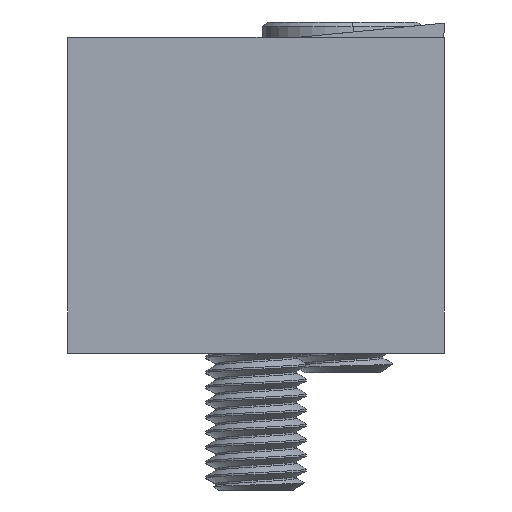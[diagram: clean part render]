
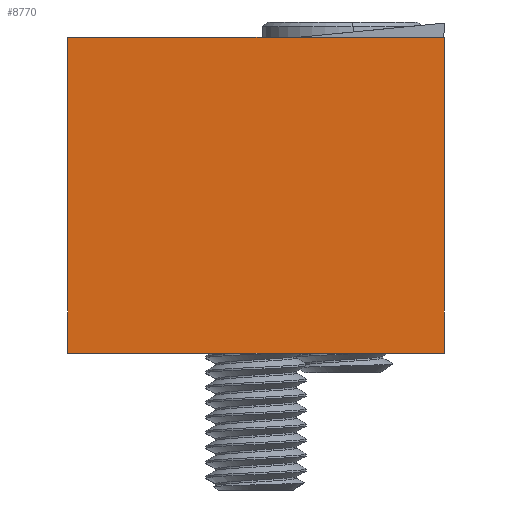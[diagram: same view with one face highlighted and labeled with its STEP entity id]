
A CAD part, left-side view. The second image highlights one B-rep face of the part: STEP entity #8770.
In plain terms, the highlighted planar face has unit normal (-1, 0, 0).
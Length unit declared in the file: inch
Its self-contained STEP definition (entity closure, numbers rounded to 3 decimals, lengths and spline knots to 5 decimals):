
#498 = DIRECTION ( 'NONE',  ( 0., -1., 0. ) ) ;
#1171 = DIRECTION ( 'NONE',  ( 0., -1., 0. ) ) ;
#2651 = ORIENTED_EDGE ( 'NONE', *, *, #8168, .T. ) ;
#3216 = CARTESIAN_POINT ( 'NONE',  ( 0., 0., 1.24 ) ) ;
#3244 = LINE ( 'NONE', #5973, #9214 ) ;
#3264 = EDGE_CURVE ( 'NONE', #4403, #12167, #7685, .T. ) ;
#3730 = DIRECTION ( 'NONE',  ( 0., 0., 1. ) ) ;
#3909 = DIRECTION ( 'NONE',  ( 0., 0., 1. ) ) ;
#4229 = VERTEX_POINT ( 'NONE', #6271 ) ;
#4365 = ORIENTED_EDGE ( 'NONE', *, *, #10601, .T. ) ;
#4403 = VERTEX_POINT ( 'NONE', #4554 ) ;
#4554 = CARTESIAN_POINT ( 'NONE',  ( 0., 1.48, 1.24 ) ) ;
#5125 = DIRECTION ( 'NONE',  ( 0., -1., 0. ) ) ;
#5647 = CARTESIAN_POINT ( 'NONE',  ( 0., 1.48, 0. ) ) ;
#5973 = CARTESIAN_POINT ( 'NONE',  ( 0., 1.48, 0. ) ) ;
#6113 = PLANE ( 'NONE',  #12315 ) ;
#6271 = CARTESIAN_POINT ( 'NONE',  ( 0., 0., 0. ) ) ;
#6317 = VERTEX_POINT ( 'NONE', #5647 ) ;
#6469 = EDGE_CURVE ( 'NONE', #6317, #4403, #13261, .T. ) ;
#6951 = VECTOR ( 'NONE', #3730, 39.37008 ) ;
#6969 = VECTOR ( 'NONE', #5125, 39.37008 ) ;
#7232 = DIRECTION ( 'NONE',  ( -1., 0., 0. ) ) ;
#7685 = LINE ( 'NONE', #14072, #6969 ) ;
#8168 = EDGE_CURVE ( 'NONE', #6317, #4229, #3244, .T. ) ;
#8333 = FACE_OUTER_BOUND ( 'NONE', #12006, .T. ) ;
#8340 = ORIENTED_EDGE ( 'NONE', *, *, #6469, .F. ) ;
#8732 = ORIENTED_EDGE ( 'NONE', *, *, #3264, .F. ) ;
#8770 = ADVANCED_FACE ( 'NONE', ( #8333 ), #6113, .T. ) ;
#9214 = VECTOR ( 'NONE', #1171, 39.37008 ) ;
#10444 = CARTESIAN_POINT ( 'NONE',  ( 0., 1.48, 0. ) ) ;
#10601 = EDGE_CURVE ( 'NONE', #4229, #12167, #13396, .T. ) ;
#11719 = CARTESIAN_POINT ( 'NONE',  ( 0., 1.48, 0. ) ) ;
#12006 = EDGE_LOOP ( 'NONE', ( #8732, #8340, #2651, #4365 ) ) ;
#12167 = VERTEX_POINT ( 'NONE', #3216 ) ;
#12315 = AXIS2_PLACEMENT_3D ( 'NONE', #11719, #7232, #498 ) ;
#13035 = VECTOR ( 'NONE', #3909, 39.37008 ) ;
#13261 = LINE ( 'NONE', #10444, #6951 ) ;
#13396 = LINE ( 'NONE', #14180, #13035 ) ;
#14072 = CARTESIAN_POINT ( 'NONE',  ( 0., 1.48, 1.24 ) ) ;
#14180 = CARTESIAN_POINT ( 'NONE',  ( 0., 0., 0. ) ) ;
